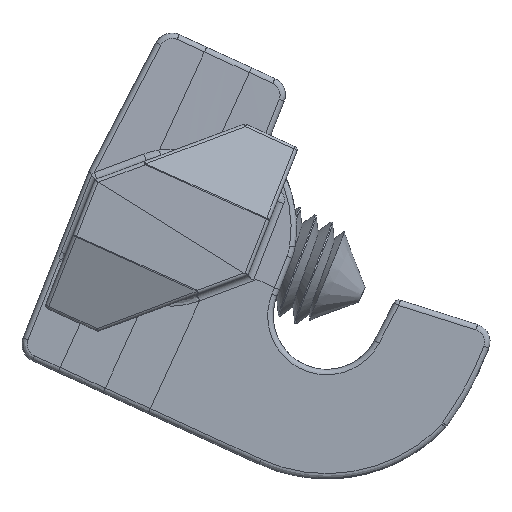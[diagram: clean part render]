
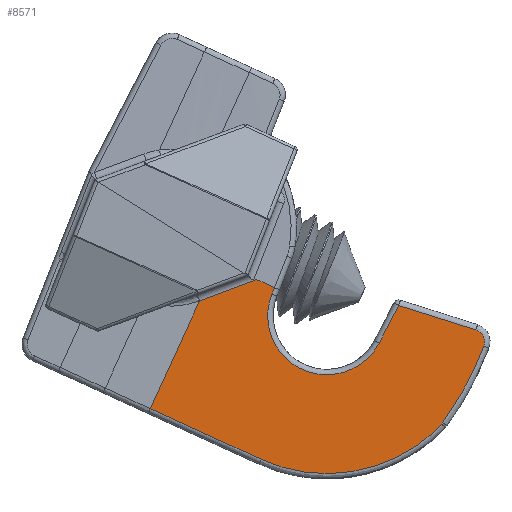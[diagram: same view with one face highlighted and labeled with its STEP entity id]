
A CAD part, left-side view. The second image highlights one B-rep face of the part: STEP entity #8571.
In plain terms, the highlighted face is planar.
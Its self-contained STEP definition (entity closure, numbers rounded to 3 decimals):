
#62 = LINE ( 'NONE', #2763, #298 ) ;
#99 = DIRECTION ( 'NONE',  ( -1., 0., 0. ) ) ;
#140 = CARTESIAN_POINT ( 'NONE',  ( 6.858, 0.042, 3.074 ) ) ;
#298 = VECTOR ( 'NONE', #7914, 1000. ) ;
#413 = EDGE_CURVE ( 'NONE', #5851, #1133, #7259, .T. ) ;
#514 = CARTESIAN_POINT ( 'NONE',  ( 3.334, 0.007, 1.05 ) ) ;
#560 = VERTEX_POINT ( 'NONE', #3046 ) ;
#579 = ORIENTED_EDGE ( 'NONE', *, *, #5717, .T. ) ;
#651 = CARTESIAN_POINT ( 'NONE',  ( -8.767, -0.005, 0.397 ) ) ;
#661 = EDGE_CURVE ( 'NONE', #1725, #4356, #7330, .T. ) ;
#744 = CARTESIAN_POINT ( 'NONE',  ( -8.341, 0.052, 3.652 ) ) ;
#1133 = VERTEX_POINT ( 'NONE', #1812 ) ;
#1268 = ORIENTED_EDGE ( 'NONE', *, *, #661, .T. ) ;
#1408 = CARTESIAN_POINT ( 'NONE',  ( -8.323, 0.053, 3.711 ) ) ;
#1427 = ORIENTED_EDGE ( 'NONE', *, *, #7149, .F. ) ;
#1493 = CARTESIAN_POINT ( 'NONE',  ( -8.323, 0.053, 3.711 ) ) ;
#1545 = VERTEX_POINT ( 'NONE', #2311 ) ;
#1725 = VERTEX_POINT ( 'NONE', #8401 ) ;
#1771 = CARTESIAN_POINT ( 'NONE',  ( -2.945, 0.111, 7.008 ) ) ;
#1812 = CARTESIAN_POINT ( 'NONE',  ( -8.347, 0.052, 3.621 ) ) ;
#2132 = FACE_OUTER_BOUND ( 'NONE', #6582, .T. ) ;
#2148 = CARTESIAN_POINT ( 'NONE',  ( -8.647, -0.036, -1.42 ) ) ;
#2311 = CARTESIAN_POINT ( 'NONE',  ( 0.038, 0.158, 9.705 ) ) ;
#2351 = EDGE_CURVE ( 'NONE', #8058, #6537, #62, .T. ) ;
#2451 =( BOUNDED_CURVE ( )  B_SPLINE_CURVE ( 3, ( #6894, #1771, #8365, #3956 ),
 .UNSPECIFIED., .F., .F. ) 
 B_SPLINE_CURVE_WITH_KNOTS ( ( 4, 4 ),
 ( 4.765, 7.802 ),
 .UNSPECIFIED. ) 
 CURVE ( )  GEOMETRIC_REPRESENTATION_ITEM ( )  RATIONAL_B_SPLINE_CURVE ( ( 1., 0.368, 0.368, 1. ) ) 
 REPRESENTATION_ITEM ( '' )  );
#2578 = EDGE_CURVE ( 'NONE', #6570, #8058, #4084, .T. ) ;
#2763 = CARTESIAN_POINT ( 'NONE',  ( -3.294, -0.005, 0.358 ) ) ;
#2807 = CARTESIAN_POINT ( 'NONE',  ( -8.347, 0.052, 3.621 ) ) ;
#2856 = CARTESIAN_POINT ( 'NONE',  ( -9., 0., 0.657 ) ) ;
#3032 = CARTESIAN_POINT ( 'NONE',  ( -8.659, -0.033, -1.229 ) ) ;
#3041 = ORIENTED_EDGE ( 'NONE', *, *, #8548, .T. ) ;
#3046 = CARTESIAN_POINT ( 'NONE',  ( 3.354, 0., 0.657 ) ) ;
#3116 = CARTESIAN_POINT ( 'NONE',  ( 6.579, 0.037, 2.795 ) ) ;
#3162 = DIRECTION ( 'NONE',  ( 0.993, 0.002, 0.122 ) ) ;
#3188 = PLANE ( 'NONE',  #8150 ) ;
#3225 = CARTESIAN_POINT ( 'NONE',  ( 6.858, 0., 0.657 ) ) ;
#3579 = ORIENTED_EDGE ( 'NONE', *, *, #2578, .T. ) ;
#3624 = CARTESIAN_POINT ( 'NONE',  ( -8.334, -0.043, -1.783 ) ) ;
#3838 = VECTOR ( 'NONE', #3162, 1000. ) ;
#3879 = EDGE_CURVE ( 'NONE', #560, #1725, #5455, .T. ) ;
#3935 = DIRECTION ( 'NONE',  ( 0., -0.017, -1. ) ) ;
#3956 = CARTESIAN_POINT ( 'NONE',  ( 3.334, 0.007, 1.05 ) ) ;
#4084 = LINE ( 'NONE', #5477, #3838 ) ;
#4152 = EDGE_CURVE ( 'NONE', #6803, #6570, #6860, .T. ) ;
#4237 = ORIENTED_EDGE ( 'NONE', *, *, #4152, .T. ) ;
#4356 = VERTEX_POINT ( 'NONE', #140 ) ;
#4357 = CARTESIAN_POINT ( 'NONE',  ( -8.066, -0.044, -1.882 ) ) ;
#4777 =( BOUNDED_CURVE ( )  B_SPLINE_CURVE ( 3, ( #2807, #9470, #651, #5795 ),
 .UNSPECIFIED., .F., .F. ) 
 B_SPLINE_CURVE_WITH_KNOTS ( ( 4, 4 ),
 ( 1.376, 1.637 ),
 .UNSPECIFIED. ) 
 CURVE ( )  GEOMETRIC_REPRESENTATION_ITEM ( )  RATIONAL_B_SPLINE_CURVE ( ( 1., 0.994, 0.994, 1. ) ) 
 REPRESENTATION_ITEM ( '' )  );
#4824 = CARTESIAN_POINT ( 'NONE',  ( 6.858, 0.158, 9.705 ) ) ;
#4874 = CARTESIAN_POINT ( 'NONE',  ( -3.382, -0.035, -1.326 ) ) ;
#5106 = CARTESIAN_POINT ( 'NONE',  ( -7.875, -0.044, -1.878 ) ) ;
#5187 = ORIENTED_EDGE ( 'NONE', *, *, #2351, .T. ) ;
#5374 = VECTOR ( 'NONE', #7525, 1000. ) ;
#5455 = LINE ( 'NONE', #2856, #7623 ) ;
#5477 = CARTESIAN_POINT ( 'NONE',  ( -3.385, -0.035, -1.326 ) ) ;
#5671 = ORIENTED_EDGE ( 'NONE', *, *, #3879, .T. ) ;
#5717 = EDGE_CURVE ( 'NONE', #1545, #5851, #6420, .T. ) ;
#5785 = CARTESIAN_POINT ( 'NONE',  ( -3.881, 0.158, 9.705 ) ) ;
#5795 = CARTESIAN_POINT ( 'NONE',  ( -8.659, -0.033, -1.229 ) ) ;
#5816 = CARTESIAN_POINT ( 'NONE',  ( -7.065, 0.118, 7.422 ) ) ;
#5851 = VERTEX_POINT ( 'NONE', #8891 ) ;
#5880 = CARTESIAN_POINT ( 'NONE',  ( -8.333, 0.053, 3.681 ) ) ;
#5963 = CARTESIAN_POINT ( 'NONE',  ( 0.038, 0.158, 9.705 ) ) ;
#6026 = VECTOR ( 'NONE', #7565, 1000. ) ;
#6133 = LINE ( 'NONE', #5963, #7611 ) ;
#6169 = CARTESIAN_POINT ( 'NONE',  ( -3.257, 0.007, 1.05 ) ) ;
#6213 = DIRECTION ( 'NONE',  ( 0., -0.017, -1. ) ) ;
#6275 = LINE ( 'NONE', #6843, #6026 ) ;
#6420 =( BOUNDED_CURVE ( )  B_SPLINE_CURVE ( 3, ( #6520, #5785, #5816, #1408 ),
 .UNSPECIFIED., .F., .T. ) 
 B_SPLINE_CURVE_WITH_KNOTS ( ( 4, 4 ),
 ( 0., 1.244 ),
 .UNSPECIFIED. ) 
 CURVE ( )  GEOMETRIC_REPRESENTATION_ITEM ( )  RATIONAL_B_SPLINE_CURVE ( ( 1., 0.875, 0.875, 1. ) ) 
 REPRESENTATION_ITEM ( '' )  );
#6520 = CARTESIAN_POINT ( 'NONE',  ( 0.038, 0.158, 9.705 ) ) ;
#6537 = VERTEX_POINT ( 'NONE', #6169 ) ;
#6552 = CARTESIAN_POINT ( 'NONE',  ( -8.553, -0.039, -1.602 ) ) ;
#6570 = VERTEX_POINT ( 'NONE', #7693 ) ;
#6582 = EDGE_LOOP ( 'NONE', ( #5671, #1268, #1427, #8081, #579, #8360, #8987, #4237, #3579, #5187, #8629, #3041 ) ) ;
#6618 = CARTESIAN_POINT ( 'NONE',  ( -8.347, 0.052, 3.621 ) ) ;
#6770 = EDGE_CURVE ( 'NONE', #7273, #1545, #6133, .T. ) ;
#6803 = VERTEX_POINT ( 'NONE', #3032 ) ;
#6843 = CARTESIAN_POINT ( 'NONE',  ( 3.32, 0.011, 1.302 ) ) ;
#6860 = B_SPLINE_CURVE_WITH_KNOTS ( 'NONE', 3,
 ( #8022, #2148, #6552, #3624, #8775, #4357, #9531, #5106 ),
 .UNSPECIFIED., .F., .F.,
 ( 4, 2, 2, 4 ),
 ( 0., 0.001, 0.001, 0.001 ),
 .UNSPECIFIED. ) ;
#6894 = CARTESIAN_POINT ( 'NONE',  ( -3.257, 0.007, 1.05 ) ) ;
#7056 = VECTOR ( 'NONE', #6213, 1000. ) ;
#7149 = EDGE_CURVE ( 'NONE', #7273, #4356, #8994, .T. ) ;
#7259 =( BOUNDED_CURVE ( )  B_SPLINE_CURVE ( 3, ( #1493, #5880, #744, #6618 ),
 .UNSPECIFIED., .F., .F. ) 
 B_SPLINE_CURVE_WITH_KNOTS ( ( 4, 4 ),
 ( 4.386, 4.518 ),
 .UNSPECIFIED. ) 
 CURVE ( )  GEOMETRIC_REPRESENTATION_ITEM ( )  RATIONAL_B_SPLINE_CURVE ( ( 1., 0.999, 0.999, 1. ) ) 
 REPRESENTATION_ITEM ( '' )  );
#7273 = VERTEX_POINT ( 'NONE', #4824 ) ;
#7283 = DIRECTION ( 'NONE',  ( 1., 0., 0. ) ) ;
#7330 = LINE ( 'NONE', #3116, #5374 ) ;
#7389 = EDGE_CURVE ( 'NONE', #1133, #6803, #4777, .T. ) ;
#7525 = DIRECTION ( 'NONE',  ( 0.707, 0.012, 0.707 ) ) ;
#7565 = DIRECTION ( 'NONE',  ( 0.052, -0.017, -0.998 ) ) ;
#7611 = VECTOR ( 'NONE', #99, 1000. ) ;
#7623 = VECTOR ( 'NONE', #7283, 1000. ) ;
#7693 = CARTESIAN_POINT ( 'NONE',  ( -7.875, -0.044, -1.878 ) ) ;
#7800 = EDGE_CURVE ( 'NONE', #6537, #9181, #2451, .T. ) ;
#7914 = DIRECTION ( 'NONE',  ( 0.052, 0.017, 0.998 ) ) ;
#8022 = CARTESIAN_POINT ( 'NONE',  ( -8.659, -0.033, -1.229 ) ) ;
#8058 = VERTEX_POINT ( 'NONE', #4874 ) ;
#8081 = ORIENTED_EDGE ( 'NONE', *, *, #6770, .T. ) ;
#8150 = AXIS2_PLACEMENT_3D ( 'NONE', #8307, #8339, #3935 ) ;
#8307 = CARTESIAN_POINT ( 'NONE',  ( -9., 0., 0.657 ) ) ;
#8339 = DIRECTION ( 'NONE',  ( 0., -1., 0.017 ) ) ;
#8360 = ORIENTED_EDGE ( 'NONE', *, *, #413, .T. ) ;
#8365 = CARTESIAN_POINT ( 'NONE',  ( 3.021, 0.111, 7.008 ) ) ;
#8401 = CARTESIAN_POINT ( 'NONE',  ( 4.441, 0., 0.657 ) ) ;
#8548 = EDGE_CURVE ( 'NONE', #9181, #560, #6275, .T. ) ;
#8571 = ADVANCED_FACE ( 'NONE', ( #2132 ), #3188, .T. ) ;
#8629 = ORIENTED_EDGE ( 'NONE', *, *, #7800, .T. ) ;
#8775 = CARTESIAN_POINT ( 'NONE',  ( -8.249, -0.043, -1.828 ) ) ;
#8891 = CARTESIAN_POINT ( 'NONE',  ( -8.323, 0.053, 3.711 ) ) ;
#8987 = ORIENTED_EDGE ( 'NONE', *, *, #7389, .T. ) ;
#8994 = LINE ( 'NONE', #3225, #7056 ) ;
#9181 = VERTEX_POINT ( 'NONE', #514 ) ;
#9470 = CARTESIAN_POINT ( 'NONE',  ( -8.662, 0.024, 2.023 ) ) ;
#9531 = CARTESIAN_POINT ( 'NONE',  ( -7.971, -0.044, -1.89 ) ) ;
